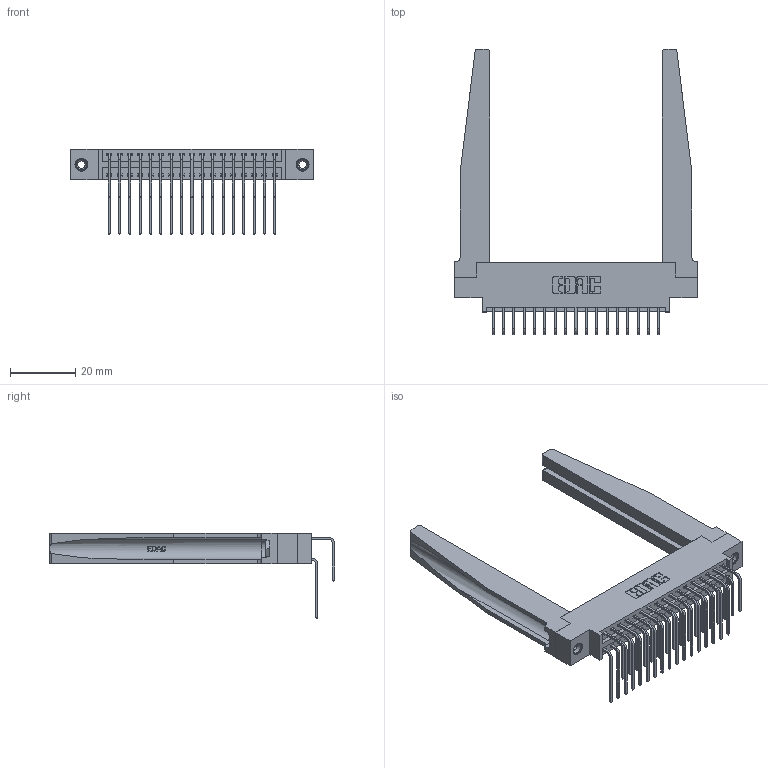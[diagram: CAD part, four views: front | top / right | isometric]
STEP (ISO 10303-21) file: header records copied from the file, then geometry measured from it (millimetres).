
FILE_DESCRIPTION (( 'STEP AP203' ), '1' );
FILE_NAME ('396-034-558-878.STEP', '2019-11-03T06:54:47', ( '' ), ( '' ), 'SwSTEP 2.0', 'SolidWorks 2016', '' );
FILE_SCHEMA (( 'CONFIG_CONTROL_DESIGN' ));
Length unit declared in the file: inch
Products named in the file (6): 346 Part_0.170 Offset - 0.156 Dia-TH; 345-292-001_558 Tail - 2; 346-220-078_345-220-078; 396-034-558-878; 345-250-001_345-250-001-102; 345-292-001_558 559 Tail - 1
Assembly tree (39 placements, depth 2):
  396-034-558-878
    346 Part_0.170 Offset - 0.156 Dia-TH
    345-292-001_558 559 Tail - 1  x17
    345-292-001_558 Tail - 2  x17
    346-220-078_345-220-078  x2
    345-250-001_345-250-001-102  x2
Bounding box: 74.55 x 87.44 x 26.16 mm (x, y, z)
Volume: 14025.7 mm3; surface area: 17047.7 mm2
Topology: 39 solids, 39 shells, 2196 faces, 6423 edges, 4226 vertices
Faces by surface type: plane 1480, cylinder 664, bspline 36, cone 12, torus 4
Entity records: 21124 total; most frequent: CARTESIAN_POINT 4506, ORIENTED_EDGE 3278, DIRECTION 2981, EDGE_CURVE 1639, LINE 1305, VECTOR 1305, VERTEX_POINT 1084, AXIS2_PLACEMENT_3D 838
